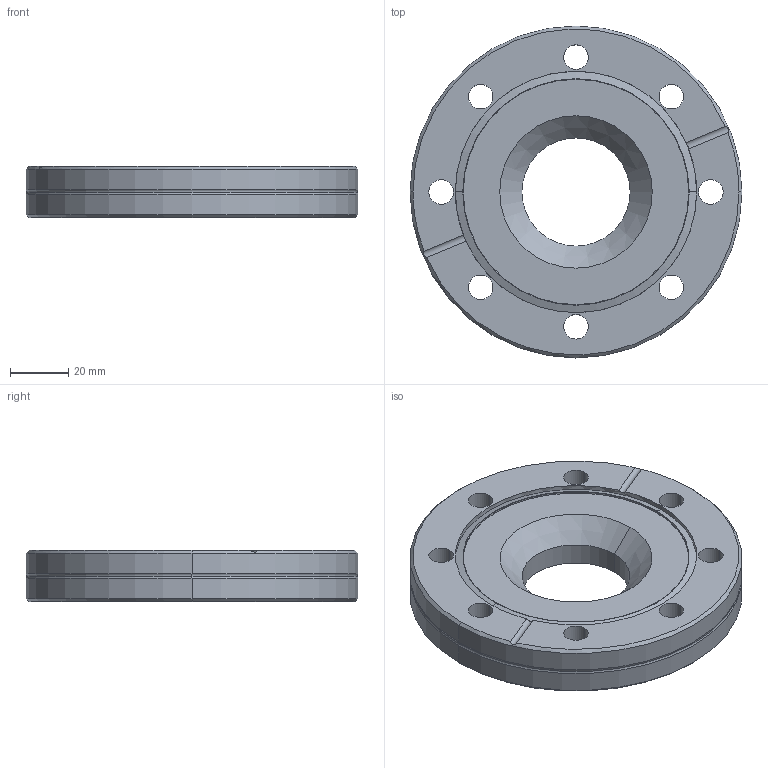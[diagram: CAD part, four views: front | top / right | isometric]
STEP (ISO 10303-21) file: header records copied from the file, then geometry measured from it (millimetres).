
FILE_DESCRIPTION (( 'STEP AP214' ), '1' );
FILE_NAME ('420FLR063-040.step', '2017-07-10T04:57:37', ( 'install' ), ( '' ), 'SwSTEP 2.0', 'SolidWorks 2015', '' );
FILE_SCHEMA (( 'AUTOMOTIVE_DESIGN' ));
Length unit declared in the file: millimetre
Products named in the file (1): 420FLR063-040
Bounding box: 113.5 x 113.5 x 17.5 mm (x, y, z)
Volume: 138676.2 mm3; surface area: 30240.4 mm2
Topology: 1 solids, 1 shells, 83 faces, 204 edges, 118 vertices
Faces by surface type: cylinder 42, cone 26, torus 8, plane 5, sphere 2
Entity records: 2656 total; most frequent: CARTESIAN_POINT 480, DIRECTION 468, ORIENTED_EDGE 384, AXIS2_PLACEMENT_3D 198, EDGE_CURVE 192, VERTEX_POINT 118, CIRCLE 114, EDGE_LOOP 108
